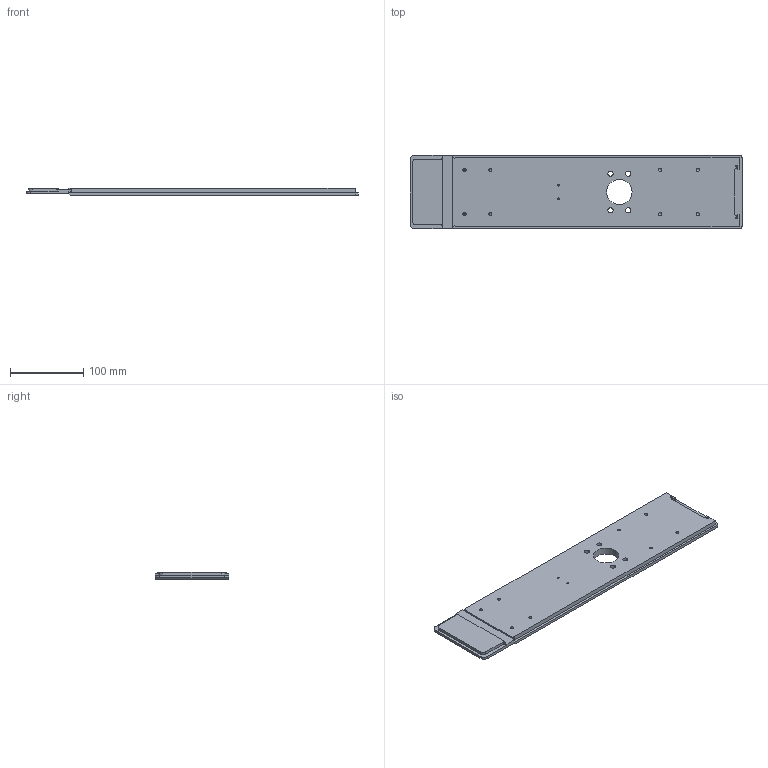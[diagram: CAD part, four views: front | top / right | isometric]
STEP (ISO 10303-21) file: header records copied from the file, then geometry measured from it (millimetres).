
FILE_DESCRIPTION (( 'STEP AP203' ), '1' );
FILE_NAME ('BB261101_1.0 -0.STEP', '2022-06-23T07:46:25', ( '' ), ( '' ), 'SwSTEP 2.0', 'SolidWorks 2021', '' );
FILE_SCHEMA (( 'CONFIG_CONTROL_DESIGN' ));
Length unit declared in the file: millimetre
Products named in the file (1): BB261101_1.0 -0
Bounding box: 452 x 100 x 10 mm (x, y, z)
Volume: 400548.4 mm3; surface area: 102021.4 mm2
Topology: 1 solids, 1 shells, 102 faces, 274 edges, 162 vertices
Faces by surface type: cylinder 48, plane 30, cone 24
Entity records: 3115 total; most frequent: DIRECTION 552, CARTESIAN_POINT 515, ORIENTED_EDGE 500, EDGE_CURVE 250, AXIS2_PLACEMENT_3D 199, VERTEX_POINT 162, LINE 154, VECTOR 154
